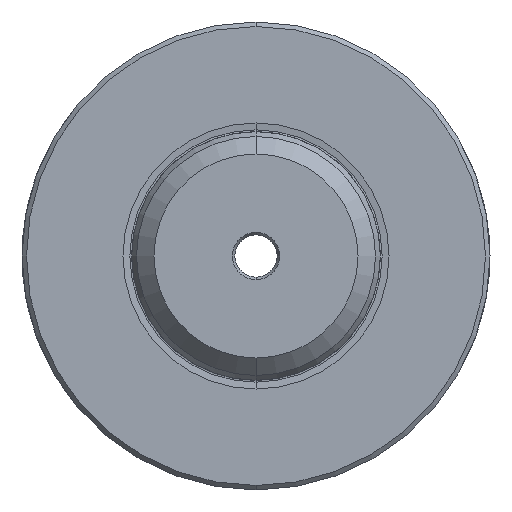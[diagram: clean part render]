
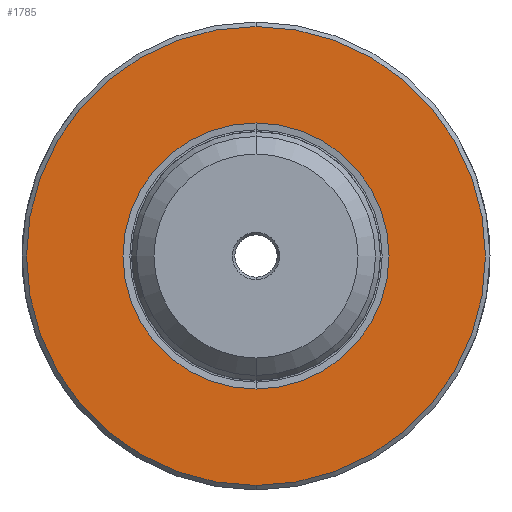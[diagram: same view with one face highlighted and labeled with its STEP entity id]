
A CAD part, left-side view. The second image highlights one B-rep face of the part: STEP entity #1785.
In plain terms, the highlighted planar face has unit normal (-1, 0, 0).
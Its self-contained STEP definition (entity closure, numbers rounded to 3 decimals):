
#78 = FACE_BOUND ( 'NONE', #402, .T. ) ;
#83 = PLANE ( 'NONE',  #1047 ) ;
#126 = CARTESIAN_POINT ( 'NONE',  ( 0., 0., -26.715 ) ) ;
#128 = CARTESIAN_POINT ( 'NONE',  ( 0., 26.715, 0. ) ) ;
#133 = DIRECTION ( 'NONE',  ( 0., 0., -1. ) ) ;
#134 = DIRECTION ( 'NONE',  ( -1., 0., 0. ) ) ;
#158 = DIRECTION ( 'NONE',  ( 0., 0., 1. ) ) ;
#244 = VERTEX_POINT ( 'NONE', #713 ) ;
#345 = EDGE_CURVE ( 'NONE', #1501, #244, #1774, .T. ) ;
#369 = EDGE_CURVE ( 'NONE', #1024, #1499, #1756, .T. ) ;
#386 = CIRCLE ( 'NONE', #1921, 46.1 ) ;
#402 = EDGE_LOOP ( 'NONE', ( #1702, #1685 ) ) ;
#407 = EDGE_LOOP ( 'NONE', ( #1667, #1662 ) ) ;
#679 = AXIS2_PLACEMENT_3D ( 'NONE', #827, #824, #820 ) ;
#689 = CIRCLE ( 'NONE', #679, 26.715 ) ;
#713 = CARTESIAN_POINT ( 'NONE',  ( 0., 0., -46.1 ) ) ;
#820 = DIRECTION ( 'NONE',  ( 0., 0., -1. ) ) ;
#824 = DIRECTION ( 'NONE',  ( 1., 0., 0. ) ) ;
#827 = CARTESIAN_POINT ( 'NONE',  ( 0., 0., 0. ) ) ;
#961 = CARTESIAN_POINT ( 'NONE',  ( 0., 0., 0. ) ) ;
#966 = DIRECTION ( 'NONE',  ( 1., 0., 0. ) ) ;
#974 = DIRECTION ( 'NONE',  ( 0., 0., -1. ) ) ;
#1024 = VERTEX_POINT ( 'NONE', #126 ) ;
#1039 = EDGE_CURVE ( 'NONE', #244, #1501, #386, .T. ) ;
#1047 = AXIS2_PLACEMENT_3D ( 'NONE', #128, #134, #158 ) ;
#1145 = CARTESIAN_POINT ( 'NONE',  ( 0., 0., 26.715 ) ) ;
#1170 = DIRECTION ( 'NONE',  ( 1., 0., 0. ) ) ;
#1239 = CARTESIAN_POINT ( 'NONE',  ( 0., 0., 0. ) ) ;
#1280 = CARTESIAN_POINT ( 'NONE',  ( 0., 0., 46.1 ) ) ;
#1293 = DIRECTION ( 'NONE',  ( 0., 0., -1. ) ) ;
#1396 = EDGE_CURVE ( 'NONE', #1499, #1024, #689, .T. ) ;
#1499 = VERTEX_POINT ( 'NONE', #1145 ) ;
#1501 = VERTEX_POINT ( 'NONE', #1280 ) ;
#1567 = AXIS2_PLACEMENT_3D ( 'NONE', #1239, #1170, #1293 ) ;
#1602 = CARTESIAN_POINT ( 'NONE',  ( 0., 0., 0. ) ) ;
#1612 = DIRECTION ( 'NONE',  ( 1., 0., 0. ) ) ;
#1633 = FACE_OUTER_BOUND ( 'NONE', #407, .T. ) ;
#1662 = ORIENTED_EDGE ( 'NONE', *, *, #345, .F. ) ;
#1663 = AXIS2_PLACEMENT_3D ( 'NONE', #961, #966, #974 ) ;
#1667 = ORIENTED_EDGE ( 'NONE', *, *, #1039, .F. ) ;
#1685 = ORIENTED_EDGE ( 'NONE', *, *, #369, .T. ) ;
#1702 = ORIENTED_EDGE ( 'NONE', *, *, #1396, .T. ) ;
#1756 = CIRCLE ( 'NONE', #1567, 26.715 ) ;
#1774 = CIRCLE ( 'NONE', #1663, 46.1 ) ;
#1785 = ADVANCED_FACE ( 'NONE', ( #78, #1633 ), #83, .T. ) ;
#1921 = AXIS2_PLACEMENT_3D ( 'NONE', #1602, #1612, #133 ) ;
